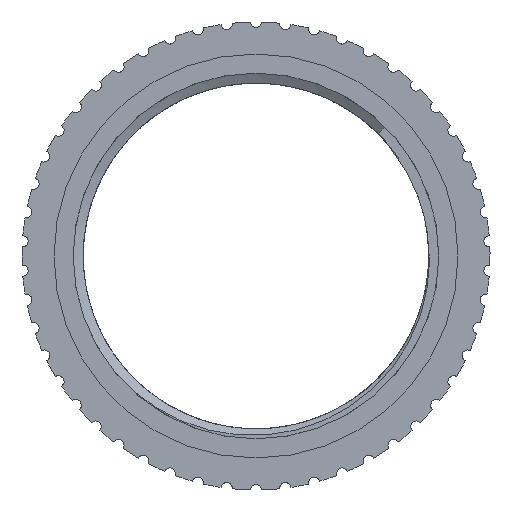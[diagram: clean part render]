
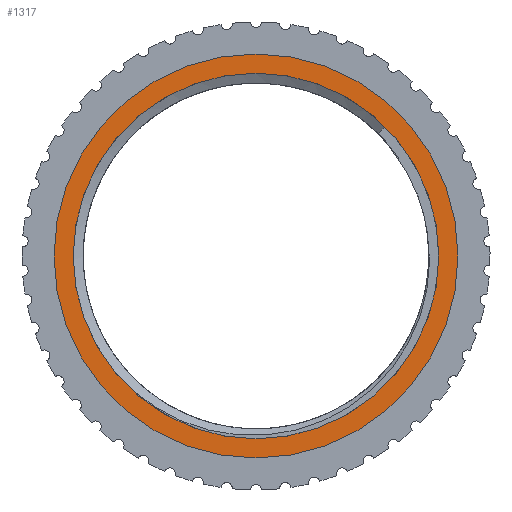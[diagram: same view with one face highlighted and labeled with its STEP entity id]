
A CAD part, front view. The second image highlights one B-rep face of the part: STEP entity #1317.
In plain terms, the highlighted planar face has unit normal (0, -1, 0).
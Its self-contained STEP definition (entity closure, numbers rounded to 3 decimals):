
#91 = AXIS2_PLACEMENT_3D ( 'NONE', #6831, #2103, #4230 ) ;
#95 = AXIS2_PLACEMENT_3D ( 'NONE', #5812, #1042, #3188 ) ;
#182 = VERTEX_POINT ( 'NONE', #4662 ) ;
#351 = CIRCLE ( 'NONE', #91, 13.81 ) ;
#409 = CARTESIAN_POINT ( 'NONE',  ( 0., -1., 0. ) ) ;
#620 = CIRCLE ( 'NONE', #739, 12.5 ) ;
#739 = AXIS2_PLACEMENT_3D ( 'NONE', #409, #2542, #4663 ) ;
#833 = DIRECTION ( 'NONE',  ( 0., 0., -1. ) ) ;
#1037 = CARTESIAN_POINT ( 'NONE',  ( 0., -1., 12.5 ) ) ;
#1042 = DIRECTION ( 'NONE',  ( 0., -1., 0. ) ) ;
#1313 = EDGE_CURVE ( 'NONE', #1533, #182, #351, .T. ) ;
#1317 = ADVANCED_FACE ( 'NONE', ( #6328, #1576 ), #3700, .T. ) ;
#1533 = VERTEX_POINT ( 'NONE', #3875 ) ;
#1576 = FACE_BOUND ( 'NONE', #4226, .T. ) ;
#1602 = CARTESIAN_POINT ( 'NONE',  ( 0., -1., 0. ) ) ;
#1773 = EDGE_LOOP ( 'NONE', ( #6482, #3868 ) ) ;
#2088 = AXIS2_PLACEMENT_3D ( 'NONE', #1602, #3727, #5842 ) ;
#2103 = DIRECTION ( 'NONE',  ( 0., -1., 0. ) ) ;
#2157 = EDGE_CURVE ( 'NONE', #2927, #5678, #620, .T. ) ;
#2542 = DIRECTION ( 'NONE',  ( 0., -1., 0. ) ) ;
#2927 = VERTEX_POINT ( 'NONE', #6784 ) ;
#3188 = DIRECTION ( 'NONE',  ( 0., 0., -1. ) ) ;
#3191 = CIRCLE ( 'NONE', #6588, 12.5 ) ;
#3313 = EDGE_CURVE ( 'NONE', #5678, #2927, #3191, .T. ) ;
#3485 = CARTESIAN_POINT ( 'NONE',  ( 0., -1., 0. ) ) ;
#3694 = ORIENTED_EDGE ( 'NONE', *, *, #2157, .F. ) ;
#3700 = PLANE ( 'NONE',  #95 ) ;
#3727 = DIRECTION ( 'NONE',  ( 0., -1., 0. ) ) ;
#3868 = ORIENTED_EDGE ( 'NONE', *, *, #1313, .T. ) ;
#3875 = CARTESIAN_POINT ( 'NONE',  ( 0., -1., -13.81 ) ) ;
#4226 = EDGE_LOOP ( 'NONE', ( #3694, #5292 ) ) ;
#4230 = DIRECTION ( 'NONE',  ( 0., 0., -1. ) ) ;
#4662 = CARTESIAN_POINT ( 'NONE',  ( 0., -1., 13.81 ) ) ;
#4663 = DIRECTION ( 'NONE',  ( 0., 0., -1. ) ) ;
#5092 = CIRCLE ( 'NONE', #2088, 13.81 ) ;
#5107 = EDGE_CURVE ( 'NONE', #182, #1533, #5092, .T. ) ;
#5292 = ORIENTED_EDGE ( 'NONE', *, *, #3313, .F. ) ;
#5593 = DIRECTION ( 'NONE',  ( 0., -1., 0. ) ) ;
#5678 = VERTEX_POINT ( 'NONE', #1037 ) ;
#5812 = CARTESIAN_POINT ( 'NONE',  ( 0., -1., 0. ) ) ;
#5842 = DIRECTION ( 'NONE',  ( 0., 0., -1. ) ) ;
#6328 = FACE_OUTER_BOUND ( 'NONE', #1773, .T. ) ;
#6482 = ORIENTED_EDGE ( 'NONE', *, *, #5107, .T. ) ;
#6588 = AXIS2_PLACEMENT_3D ( 'NONE', #3485, #5593, #833 ) ;
#6784 = CARTESIAN_POINT ( 'NONE',  ( 0., -1., -12.5 ) ) ;
#6831 = CARTESIAN_POINT ( 'NONE',  ( 0., -1., 0. ) ) ;
